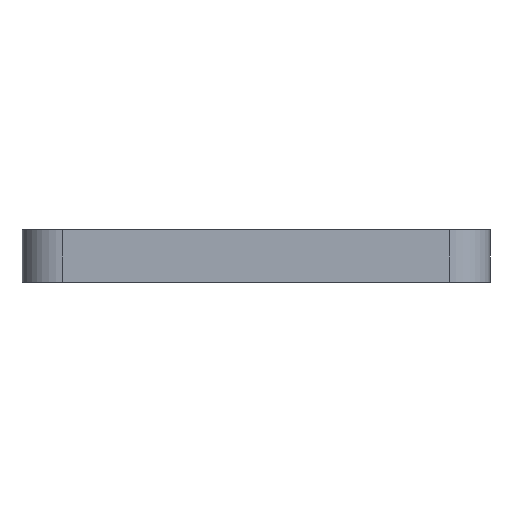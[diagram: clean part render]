
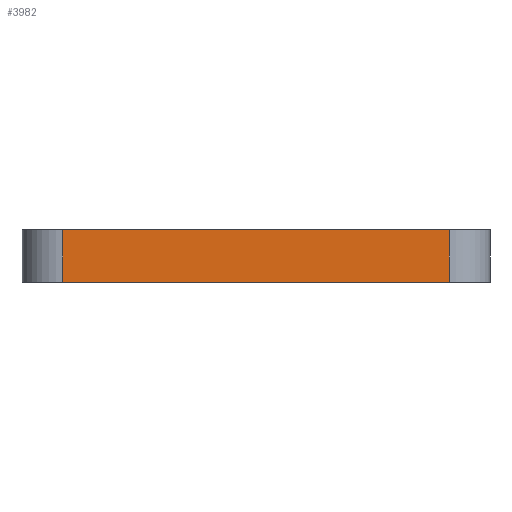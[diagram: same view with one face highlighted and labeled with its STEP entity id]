
A CAD part, front view. The second image highlights one B-rep face of the part: STEP entity #3982.
In plain terms, the highlighted planar face has unit normal (0, -1, 0).
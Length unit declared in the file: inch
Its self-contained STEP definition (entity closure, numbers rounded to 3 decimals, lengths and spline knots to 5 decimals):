
#71=PLANE('',#4206);
#229=FACE_OUTER_BOUND('',#408,.T.);
#408=EDGE_LOOP('',(#3640,#3641,#3642,#3643));
#1047=LINE('',#21060,#1200);
#1074=LINE('',#25986,#1227);
#1075=LINE('',#25989,#1228);
#1076=LINE('',#25990,#1229);
#1200=VECTOR('',#4610,0.3937);
#1227=VECTOR('',#4773,0.3937);
#1228=VECTOR('',#4776,0.3937);
#1229=VECTOR('',#4777,0.3937);
#1674=VERTEX_POINT('',#21057);
#1675=VERTEX_POINT('',#21059);
#1731=VERTEX_POINT('',#25984);
#1732=VERTEX_POINT('',#25988);
#2272=EDGE_CURVE('',#1674,#1675,#1047,.T.);
#2381=EDGE_CURVE('',#1731,#1675,#1074,.T.);
#2382=EDGE_CURVE('',#1732,#1731,#1075,.T.);
#2383=EDGE_CURVE('',#1732,#1674,#1076,.T.);
#3640=ORIENTED_EDGE('',*,*,#2382,.T.);
#3641=ORIENTED_EDGE('',*,*,#2381,.T.);
#3642=ORIENTED_EDGE('',*,*,#2272,.F.);
#3643=ORIENTED_EDGE('',*,*,#2383,.F.);
#3982=ADVANCED_FACE('',(#229),#71,.T.);
#4206=AXIS2_PLACEMENT_3D('',#25987,#4774,#4775);
#4610=DIRECTION('',(1.,0.,0.));
#4773=DIRECTION('',(0.,0.,1.));
#4774=DIRECTION('center_axis',(0.,-1.,0.));
#4775=DIRECTION('ref_axis',(1.,0.,0.));
#4776=DIRECTION('',(1.,0.,0.));
#4777=DIRECTION('',(0.,0.,1.));
#21057=CARTESIAN_POINT('',(2.77535,1.16011,0.25));
#21059=CARTESIAN_POINT('',(4.61842,1.16011,0.25));
#21060=CARTESIAN_POINT('',(2.77535,1.16011,0.25));
#25984=CARTESIAN_POINT('',(4.61842,1.16011,0.));
#25986=CARTESIAN_POINT('',(4.61842,1.16011,0.));
#25987=CARTESIAN_POINT('Origin',(2.77535,1.16011,0.));
#25988=CARTESIAN_POINT('',(2.77535,1.16011,0.));
#25989=CARTESIAN_POINT('',(2.77535,1.16011,0.));
#25990=CARTESIAN_POINT('',(2.77535,1.16011,0.));
